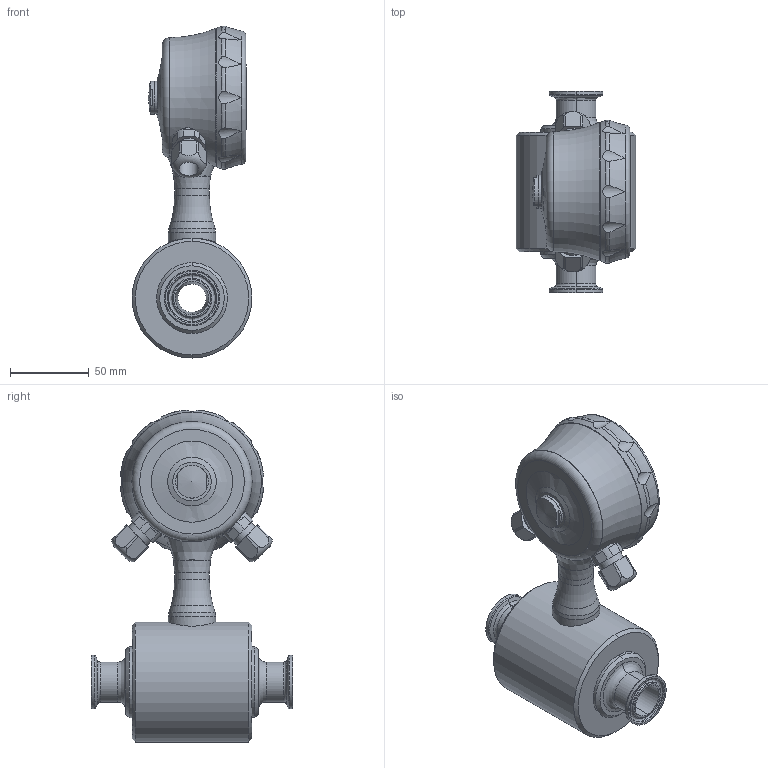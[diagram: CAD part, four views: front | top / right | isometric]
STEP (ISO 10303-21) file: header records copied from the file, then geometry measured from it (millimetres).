
FILE_DESCRIPTION( ( 'Unknown' ), '1' );
FILE_NAME( 'PF75H5xxxxxxx03x1E42xx2xxx0x0.stp', 'Unknown', ( 'Unknown' ), ( 'Unknown' ), 'PSStep 19.0.9', 'Unknown', ' ' );
FILE_SCHEMA( ( 'AUTOMOTIVE_DESIGN { 1 0 10303 214 1 1 1 1 }' ) );
Length unit declared in the file: millimetre
Products named in the file (1): Unterteil_PF75H_Clamp_ISO_2852_DN20
Bounding box: 76.09 x 128 x 210.86 mm (x, y, z)
Volume: 664825.8 mm3; surface area: 82340.3 mm2
Topology: 1 solids, 16 shells, 556 faces, 1439 edges, 935 vertices
Faces by surface type: plane 250, cylinder 137, bspline 93, torus 37, cone 27, extrusion 4, revolution 4, sphere 4
Full cylindrical faces by diameter (mm): 3 x1, 3.459 x2, 12 x2, 16 x4, 16.691 x2, 20.8 x1, 21 x1, 22 x1, 23.5 x1, 30 x1, 76.09 x1, 81.2 x1, 83.7 x1, 88 x1
Entity records: 25569 total; most frequent: CARTESIAN_POINT 8884, ORIENTED_EDGE 2708, DIRECTION 2224, EDGE_CURVE 1354, VERTEX_POINT 902, AXIS2_PLACEMENT_3D 815, EDGE_LOOP 641, VECTOR 590
